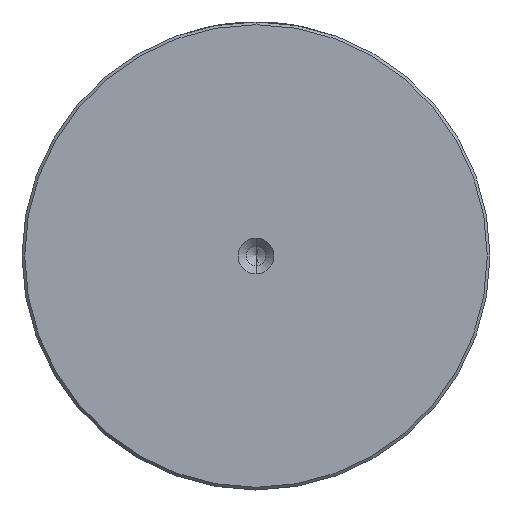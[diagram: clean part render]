
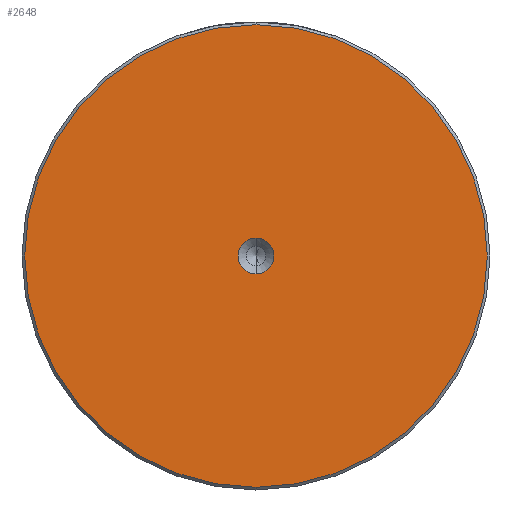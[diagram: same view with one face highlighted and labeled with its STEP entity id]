
A CAD part, left-side view. The second image highlights one B-rep face of the part: STEP entity #2648.
In plain terms, the highlighted planar face has unit normal (-1, 0, 0).
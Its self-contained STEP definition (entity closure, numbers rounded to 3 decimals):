
#25 = CARTESIAN_POINT ( 'NONE',  ( 0., 0., 42.5 ) ) ;
#68 = EDGE_LOOP ( 'NONE', ( #2624, #1847 ) ) ;
#138 = CARTESIAN_POINT ( 'NONE',  ( 0., 0., 0. ) ) ;
#304 = EDGE_CURVE ( 'NONE', #3062, #2304, #3179, .T. ) ;
#448 = EDGE_CURVE ( 'NONE', #2304, #3062, #1817, .T. ) ;
#623 = CARTESIAN_POINT ( 'NONE',  ( 0., 0., 3.3 ) ) ;
#748 = AXIS2_PLACEMENT_3D ( 'NONE', #138, #1731, #2251 ) ;
#828 = CARTESIAN_POINT ( 'NONE',  ( 0., 0., 0. ) ) ;
#879 = AXIS2_PLACEMENT_3D ( 'NONE', #1515, #3299, #1768 ) ;
#1106 = DIRECTION ( 'NONE',  ( 0., 0., 1. ) ) ;
#1296 = CIRCLE ( 'NONE', #1403, 42.5 ) ;
#1349 = AXIS2_PLACEMENT_3D ( 'NONE', #1682, #1659, #1557 ) ;
#1403 = AXIS2_PLACEMENT_3D ( 'NONE', #828, #2636, #1106 ) ;
#1419 = CIRCLE ( 'NONE', #879, 42.5 ) ;
#1433 = ORIENTED_EDGE ( 'NONE', *, *, #2376, .T. ) ;
#1508 = EDGE_LOOP ( 'NONE', ( #2333, #1433 ) ) ;
#1515 = CARTESIAN_POINT ( 'NONE',  ( 0., 0., 0. ) ) ;
#1557 = DIRECTION ( 'NONE',  ( 0., 0., 1. ) ) ;
#1583 = EDGE_CURVE ( 'NONE', #2085, #2959, #1419, .T. ) ;
#1659 = DIRECTION ( 'NONE',  ( -1., 0., 0. ) ) ;
#1682 = CARTESIAN_POINT ( 'NONE',  ( 0., 0., 0. ) ) ;
#1731 = DIRECTION ( 'NONE',  ( -1., 0., 0. ) ) ;
#1768 = DIRECTION ( 'NONE',  ( 0., 0., 1. ) ) ;
#1817 = CIRCLE ( 'NONE', #1349, 3.3 ) ;
#1847 = ORIENTED_EDGE ( 'NONE', *, *, #448, .F. ) ;
#1923 = CARTESIAN_POINT ( 'NONE',  ( 0., 0., 0. ) ) ;
#2008 = DIRECTION ( 'NONE',  ( -1., 0., 0. ) ) ;
#2020 = DIRECTION ( 'NONE',  ( 0., 0., 1. ) ) ;
#2085 = VERTEX_POINT ( 'NONE', #2759 ) ;
#2096 = FACE_OUTER_BOUND ( 'NONE', #1508, .T. ) ;
#2251 = DIRECTION ( 'NONE',  ( 0., 0., 1. ) ) ;
#2304 = VERTEX_POINT ( 'NONE', #3360 ) ;
#2333 = ORIENTED_EDGE ( 'NONE', *, *, #1583, .T. ) ;
#2376 = EDGE_CURVE ( 'NONE', #2959, #2085, #1296, .T. ) ;
#2602 = AXIS2_PLACEMENT_3D ( 'NONE', #1923, #2008, #2020 ) ;
#2624 = ORIENTED_EDGE ( 'NONE', *, *, #304, .F. ) ;
#2636 = DIRECTION ( 'NONE',  ( -1., 0., 0. ) ) ;
#2648 = ADVANCED_FACE ( 'NONE', ( #2096, #2781 ), #3270, .T. ) ;
#2759 = CARTESIAN_POINT ( 'NONE',  ( 0., 0., -42.5 ) ) ;
#2781 = FACE_BOUND ( 'NONE', #68, .T. ) ;
#2959 = VERTEX_POINT ( 'NONE', #25 ) ;
#3062 = VERTEX_POINT ( 'NONE', #623 ) ;
#3179 = CIRCLE ( 'NONE', #2602, 3.3 ) ;
#3270 = PLANE ( 'NONE',  #748 ) ;
#3299 = DIRECTION ( 'NONE',  ( -1., 0., 0. ) ) ;
#3360 = CARTESIAN_POINT ( 'NONE',  ( 0., 0., -3.3 ) ) ;
